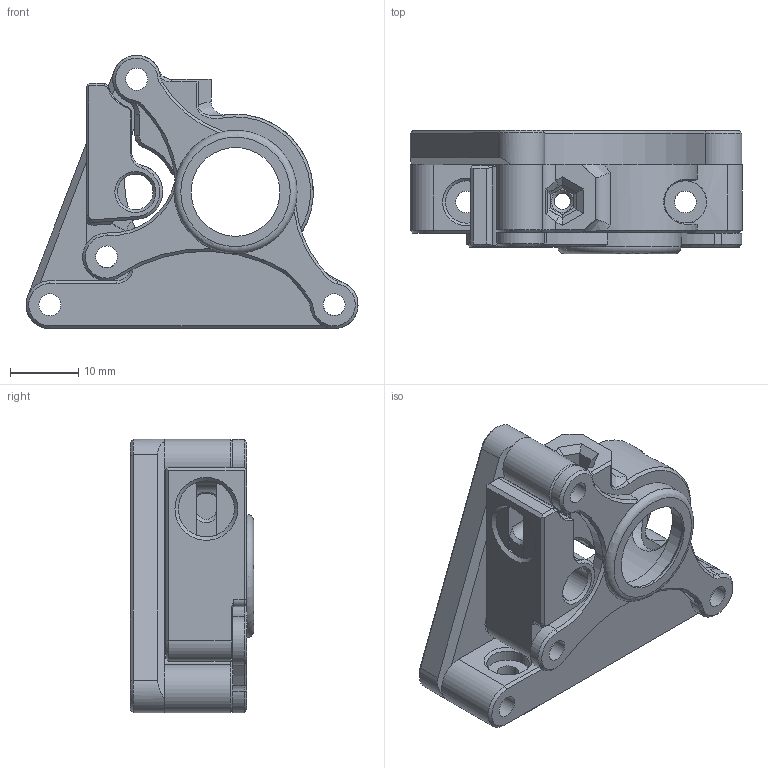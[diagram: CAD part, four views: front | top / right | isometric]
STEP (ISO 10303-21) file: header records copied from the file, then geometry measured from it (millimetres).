
FILE_DESCRIPTION(/* description */ ('STEP AP242','CAx-IF Rec.Pracs.---Representation and Presentation of Product Manufacturing Information (PMI)---4.0---2014-10-13','CAx-IF Rec.Pracs.---3D Tessellated Geometry---0.4---2014-09-14','2;1'),/* implementation_level */ '2;1');
FILE_NAME(/* name */ '663d47ca92a29f01b2349f7b',/* time_stamp */ '2024-05-09T22:01:46Z',/* author */ (''),/* organization */ (''),/* preprocessor_version */ 'ST-DEVELOPER v20',/* originating_system */ ' ',/* authorisation */ ' ');
FILE_SCHEMA (('AP242_MANAGED_MODEL_BASED_3D_ENGINEERING_MIM_LF { 1 0 10303 442 1 1 4 }'));
Length unit declared in the file: metre
Products named in the file (4): idler_arm; back_plate; body; faceplate
Bounding box: 48.55 x 18.05 x 39.98 mm (x, y, z)
Volume: 11071 mm3; surface area: 9202.6 mm2
Topology: 4 solids, 4 shells, 270 faces, 694 edges, 431 vertices
Faces by surface type: plane 104, cylinder 85, cone 61, bspline 15, torus 5
Full cylindrical faces by diameter (mm): 2.4 x2, 3.2 x12, 4.6 x1, 4.8 x2, 5.2 x2, 6.2 x2, 13 x1, 14.2 x1
Entity records: 8531 total; most frequent: CARTESIAN_POINT 2048, DIRECTION 1333, ORIENTED_EDGE 1292, EDGE_CURVE 646, AXIS2_PLACEMENT_3D 510, VERTEX_POINT 419, EDGE_LOOP 343, FACE_BOUND 343
